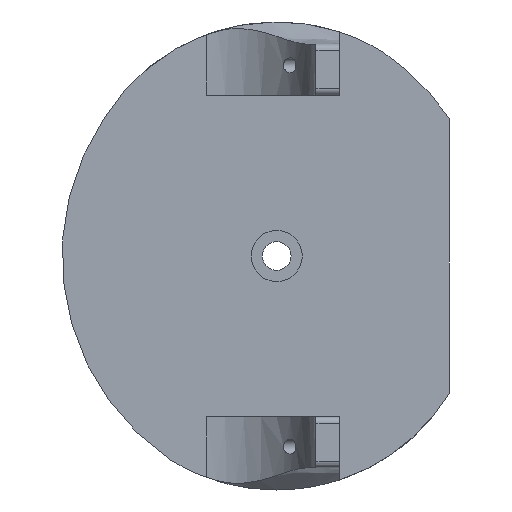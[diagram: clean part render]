
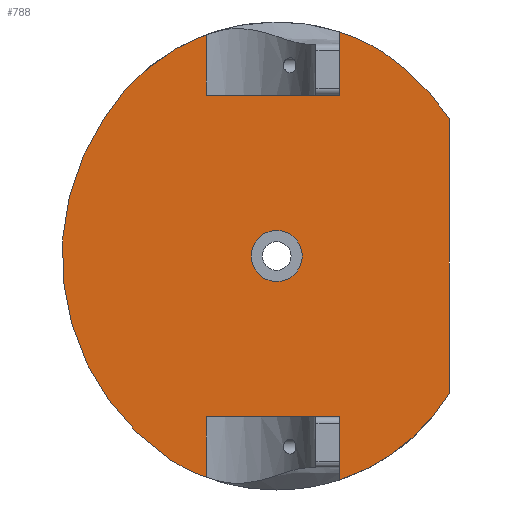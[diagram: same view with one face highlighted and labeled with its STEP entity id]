
A CAD part, front view. The second image highlights one B-rep face of the part: STEP entity #788.
In plain terms, the highlighted planar face has unit normal (0, -1, 0).
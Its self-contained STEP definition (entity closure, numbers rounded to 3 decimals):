
#13 = CIRCLE ( 'NONE', #1277, 25.82 ) ;
#22 = VERTEX_POINT ( 'NONE', #1280 ) ;
#39 = VERTEX_POINT ( 'NONE', #63 ) ;
#43 = EDGE_CURVE ( 'NONE', #401, #204, #1416, .T. ) ;
#59 = ORIENTED_EDGE ( 'NONE', *, *, #991, .F. ) ;
#63 = CARTESIAN_POINT ( 'NONE',  ( 6.378, 0., -24.295 ) ) ;
#64 = EDGE_CURVE ( 'NONE', #1729, #22, #718, .T. ) ;
#72 = CARTESIAN_POINT ( 'NONE',  ( 11.378, 0., 3.905 ) ) ;
#88 = CARTESIAN_POINT ( 'NONE',  ( 23.378, 0., 24.405 ) ) ;
#90 = CARTESIAN_POINT ( 'NONE',  ( 6.378, 0., 24.405 ) ) ;
#101 = VECTOR ( 'NONE', #1308, 1000. ) ;
#103 = DIRECTION ( 'NONE',  ( 0., 0., 1. ) ) ;
#108 = CARTESIAN_POINT ( 'NONE',  ( 20.378, 0., -16.595 ) ) ;
#118 = LINE ( 'NONE', #1734, #157 ) ;
#134 = CARTESIAN_POINT ( 'NONE',  ( 37.378, 0., -13.61 ) ) ;
#135 = CARTESIAN_POINT ( 'NONE',  ( 15.378, 0., -0.095 ) ) ;
#149 = EDGE_CURVE ( 'NONE', #1145, #1123, #1210, .T. ) ;
#155 = DIRECTION ( 'NONE',  ( 0., 1., 0. ) ) ;
#157 = VECTOR ( 'NONE', #776, 1000. ) ;
#161 = CIRCLE ( 'NONE', #1557, 31.349 ) ;
#164 = VERTEX_POINT ( 'NONE', #1596 ) ;
#190 = ORIENTED_EDGE ( 'NONE', *, *, #1598, .F. ) ;
#191 = ORIENTED_EDGE ( 'NONE', *, *, #671, .F. ) ;
#192 = EDGE_CURVE ( 'NONE', #913, #1464, #1037, .T. ) ;
#204 = VERTEX_POINT ( 'NONE', #1449 ) ;
#213 = CARTESIAN_POINT ( 'NONE',  ( 23.378, 0., -24.644 ) ) ;
#221 = DIRECTION ( 'NONE',  ( 0., 1., 0. ) ) ;
#222 = LINE ( 'NONE', #243, #247 ) ;
#240 = DIRECTION ( 'NONE',  ( 0., 0., -1. ) ) ;
#243 = CARTESIAN_POINT ( 'NONE',  ( 23.378, 0., 30.905 ) ) ;
#247 = VECTOR ( 'NONE', #1175, 1000. ) ;
#255 = CARTESIAN_POINT ( 'NONE',  ( 6.378, 0., 3.905 ) ) ;
#266 = FACE_BOUND ( 'NONE', #760, .T. ) ;
#291 = ORIENTED_EDGE ( 'NONE', *, *, #192, .F. ) ;
#295 = DIRECTION ( 'NONE',  ( 0., 0., -1. ) ) ;
#300 = PLANE ( 'NONE',  #853 ) ;
#309 = VERTEX_POINT ( 'NONE', #685 ) ;
#320 = VECTOR ( 'NONE', #1584, 1000. ) ;
#347 = VERTEX_POINT ( 'NONE', #1370 ) ;
#359 = AXIS2_PLACEMENT_3D ( 'NONE', #919, #649, #1194 ) ;
#364 = CARTESIAN_POINT ( 'NONE',  ( 6.378, 0., 32.105 ) ) ;
#372 = DIRECTION ( 'NONE',  ( 0., 0., 1. ) ) ;
#396 = DIRECTION ( 'NONE',  ( 0., 0., 1. ) ) ;
#401 = VERTEX_POINT ( 'NONE', #846 ) ;
#416 = CARTESIAN_POINT ( 'NONE',  ( 19.378, 0., 3.905 ) ) ;
#458 = AXIS2_PLACEMENT_3D ( 'NONE', #1581, #904, #240 ) ;
#460 = LINE ( 'NONE', #1448, #668 ) ;
#475 = DIRECTION ( 'NONE',  ( 0., 0., -1. ) ) ;
#485 = ORIENTED_EDGE ( 'NONE', *, *, #693, .F. ) ;
#521 = VECTOR ( 'NONE', #1333, 1000. ) ;
#549 = ORIENTED_EDGE ( 'NONE', *, *, #936, .F. ) ;
#573 = VERTEX_POINT ( 'NONE', #88 ) ;
#587 = VERTEX_POINT ( 'NONE', #90 ) ;
#649 = DIRECTION ( 'NONE',  ( 0., 1., 0. ) ) ;
#666 = LINE ( 'NONE', #134, #320 ) ;
#667 = DIRECTION ( 'NONE',  ( 0., -1., 0. ) ) ;
#668 = VECTOR ( 'NONE', #372, 1000. ) ;
#671 = EDGE_CURVE ( 'NONE', #309, #1636, #13, .T. ) ;
#685 = CARTESIAN_POINT ( 'NONE',  ( -6.622, 0., 21.42 ) ) ;
#693 = EDGE_CURVE ( 'NONE', #22, #1729, #1742, .T. ) ;
#694 = DIRECTION ( 'NONE',  ( 0., 0., 1. ) ) ;
#718 = CIRCLE ( 'NONE', #1341, 3.25 ) ;
#729 = VECTOR ( 'NONE', #1579, 1000. ) ;
#760 = EDGE_LOOP ( 'NONE', ( #931, #485 ) ) ;
#765 = EDGE_CURVE ( 'NONE', #164, #309, #161, .T. ) ;
#776 = DIRECTION ( 'NONE',  ( 1., 0., 0. ) ) ;
#788 = ADVANCED_FACE ( 'NONE', ( #266, #1285 ), #300, .T. ) ;
#824 = ORIENTED_EDGE ( 'NONE', *, *, #1020, .T. ) ;
#833 = DIRECTION ( 'NONE',  ( 0., 1., 0. ) ) ;
#844 = ORIENTED_EDGE ( 'NONE', *, *, #1551, .F. ) ;
#846 = CARTESIAN_POINT ( 'NONE',  ( 28.892, 0., 29.905 ) ) ;
#852 = CARTESIAN_POINT ( 'NONE',  ( 37.378, 0., -13.61 ) ) ;
#853 = AXIS2_PLACEMENT_3D ( 'NONE', #1235, #667, #295 ) ;
#904 = DIRECTION ( 'NONE',  ( 0., -1., 0. ) ) ;
#913 = VERTEX_POINT ( 'NONE', #852 ) ;
#919 = CARTESIAN_POINT ( 'NONE',  ( 15.378, 0., -0.095 ) ) ;
#926 = EDGE_LOOP ( 'NONE', ( #1463, #59, #844, #1678, #191, #1574, #190, #824, #1372, #549, #291, #1103, #1251 ) ) ;
#931 = ORIENTED_EDGE ( 'NONE', *, *, #64, .F. ) ;
#936 = EDGE_CURVE ( 'NONE', #1464, #1145, #460, .T. ) ;
#978 = DIRECTION ( 'NONE',  ( 0., 0., 1. ) ) ;
#982 = AXIS2_PLACEMENT_3D ( 'NONE', #72, #221, #1556 ) ;
#991 = EDGE_CURVE ( 'NONE', #573, #347, #222, .T. ) ;
#1020 = EDGE_CURVE ( 'NONE', #39, #1123, #1607, .T. ) ;
#1022 = DIRECTION ( 'NONE',  ( 0., -1., 0. ) ) ;
#1037 = CIRCLE ( 'NONE', #1307, 25.82 ) ;
#1103 = ORIENTED_EDGE ( 'NONE', *, *, #1630, .F. ) ;
#1123 = VERTEX_POINT ( 'NONE', #1467 ) ;
#1145 = VERTEX_POINT ( 'NONE', #1604 ) ;
#1167 = EDGE_CURVE ( 'NONE', #587, #1636, #1741, .T. ) ;
#1175 = DIRECTION ( 'NONE',  ( 0., 0., 1. ) ) ;
#1194 = DIRECTION ( 'NONE',  ( 0., 0., 1. ) ) ;
#1210 = LINE ( 'NONE', #108, #101 ) ;
#1235 = CARTESIAN_POINT ( 'NONE',  ( 11.378, 0., 3.905 ) ) ;
#1251 = ORIENTED_EDGE ( 'NONE', *, *, #43, .F. ) ;
#1252 = CARTESIAN_POINT ( 'NONE',  ( 15.378, 0., 7.155 ) ) ;
#1277 = AXIS2_PLACEMENT_3D ( 'NONE', #1733, #1299, #103 ) ;
#1280 = CARTESIAN_POINT ( 'NONE',  ( 15.378, 0., 0.655 ) ) ;
#1285 = FACE_OUTER_BOUND ( 'NONE', #926, .T. ) ;
#1299 = DIRECTION ( 'NONE',  ( 0., 1., 0. ) ) ;
#1307 = AXIS2_PLACEMENT_3D ( 'NONE', #135, #1613, #396 ) ;
#1308 = DIRECTION ( 'NONE',  ( -1., 0., 0. ) ) ;
#1323 = CARTESIAN_POINT ( 'NONE',  ( 6.378, 0., 3.905 ) ) ;
#1333 = DIRECTION ( 'NONE',  ( 0., 0., 1. ) ) ;
#1341 = AXIS2_PLACEMENT_3D ( 'NONE', #1426, #1022, #475 ) ;
#1344 = CIRCLE ( 'NONE', #1640, 25.82 ) ;
#1370 = CARTESIAN_POINT ( 'NONE',  ( 23.378, 0., 32.454 ) ) ;
#1372 = ORIENTED_EDGE ( 'NONE', *, *, #149, .F. ) ;
#1416 = CIRCLE ( 'NONE', #982, 31.349 ) ;
#1426 = CARTESIAN_POINT ( 'NONE',  ( 15.378, 0., 3.905 ) ) ;
#1448 = CARTESIAN_POINT ( 'NONE',  ( 23.378, 0., -23.095 ) ) ;
#1449 = CARTESIAN_POINT ( 'NONE',  ( 37.378, 0., 21.42 ) ) ;
#1463 = ORIENTED_EDGE ( 'NONE', *, *, #1704, .F. ) ;
#1464 = VERTEX_POINT ( 'NONE', #213 ) ;
#1467 = CARTESIAN_POINT ( 'NONE',  ( 6.378, 0., -16.595 ) ) ;
#1551 = EDGE_CURVE ( 'NONE', #587, #573, #118, .T. ) ;
#1556 = DIRECTION ( 'NONE',  ( 0., 0., -1. ) ) ;
#1557 = AXIS2_PLACEMENT_3D ( 'NONE', #416, #155, #694 ) ;
#1574 = ORIENTED_EDGE ( 'NONE', *, *, #765, .F. ) ;
#1579 = DIRECTION ( 'NONE',  ( 0., 0., 1. ) ) ;
#1581 = CARTESIAN_POINT ( 'NONE',  ( 15.378, 0., 3.905 ) ) ;
#1584 = DIRECTION ( 'NONE',  ( 0., 0., -1. ) ) ;
#1585 = CIRCLE ( 'NONE', #359, 25.82 ) ;
#1596 = CARTESIAN_POINT ( 'NONE',  ( 1.863, 0., -22.095 ) ) ;
#1598 = EDGE_CURVE ( 'NONE', #39, #164, #1585, .T. ) ;
#1604 = CARTESIAN_POINT ( 'NONE',  ( 23.378, 0., -16.595 ) ) ;
#1607 = LINE ( 'NONE', #255, #729 ) ;
#1613 = DIRECTION ( 'NONE',  ( 0., 1., 0. ) ) ;
#1630 = EDGE_CURVE ( 'NONE', #204, #913, #666, .T. ) ;
#1636 = VERTEX_POINT ( 'NONE', #364 ) ;
#1640 = AXIS2_PLACEMENT_3D ( 'NONE', #1663, #833, #978 ) ;
#1663 = CARTESIAN_POINT ( 'NONE',  ( 15.378, 0., 7.905 ) ) ;
#1678 = ORIENTED_EDGE ( 'NONE', *, *, #1167, .T. ) ;
#1704 = EDGE_CURVE ( 'NONE', #347, #401, #1344, .T. ) ;
#1729 = VERTEX_POINT ( 'NONE', #1252 ) ;
#1733 = CARTESIAN_POINT ( 'NONE',  ( 15.378, 0., 7.905 ) ) ;
#1734 = CARTESIAN_POINT ( 'NONE',  ( 20.378, 0., 24.405 ) ) ;
#1741 = LINE ( 'NONE', #1323, #521 ) ;
#1742 = CIRCLE ( 'NONE', #458, 3.25 ) ;
